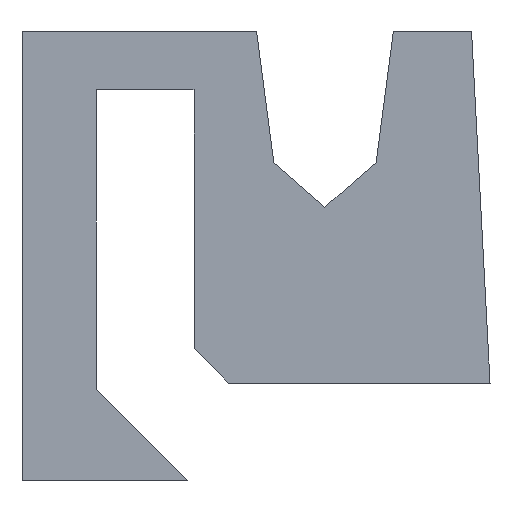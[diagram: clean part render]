
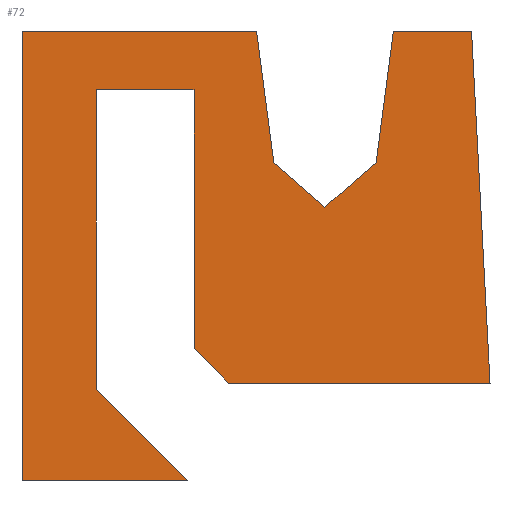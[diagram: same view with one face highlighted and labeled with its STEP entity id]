
A CAD part, left-side view. The second image highlights one B-rep face of the part: STEP entity #72.
In plain terms, the highlighted planar face has unit normal (-1, 0, 0).
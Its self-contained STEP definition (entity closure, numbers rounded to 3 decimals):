
#72=ADVANCED_FACE('',(#139),#140,.F.);
#139=FACE_OUTER_BOUND('',#198,.T.);
#140=PLANE('',#199);
#198=EDGE_LOOP('',(#326,#327,#328,#329,#330,#331,#332,#333,#334,#335,#336,#337,#338,#339,#340));
#199=AXIS2_PLACEMENT_3D('',#341,#342,#343);
#326=ORIENTED_EDGE('',*,*,#423,.F.);
#327=ORIENTED_EDGE('',*,*,#367,.F.);
#328=ORIENTED_EDGE('',*,*,#372,.F.);
#329=ORIENTED_EDGE('',*,*,#376,.F.);
#330=ORIENTED_EDGE('',*,*,#380,.F.);
#331=ORIENTED_EDGE('',*,*,#384,.F.);
#332=ORIENTED_EDGE('',*,*,#388,.F.);
#333=ORIENTED_EDGE('',*,*,#392,.F.);
#334=ORIENTED_EDGE('',*,*,#396,.F.);
#335=ORIENTED_EDGE('',*,*,#400,.F.);
#336=ORIENTED_EDGE('',*,*,#404,.F.);
#337=ORIENTED_EDGE('',*,*,#408,.F.);
#338=ORIENTED_EDGE('',*,*,#412,.F.);
#339=ORIENTED_EDGE('',*,*,#416,.F.);
#340=ORIENTED_EDGE('',*,*,#420,.F.);
#341=CARTESIAN_POINT('',(0.0,4.851,-43.596));
#342=DIRECTION('',(1.0,0.0,0.0));
#343=DIRECTION('',(0.0,0.0,-1.0));
#367=EDGE_CURVE('',#431,#433,#434,.T.);
#372=EDGE_CURVE('',#439,#431,#441,.T.);
#376=EDGE_CURVE('',#445,#439,#447,.T.);
#380=EDGE_CURVE('',#451,#445,#453,.T.);
#384=EDGE_CURVE('',#457,#451,#459,.T.);
#388=EDGE_CURVE('',#463,#457,#465,.T.);
#392=EDGE_CURVE('',#469,#463,#471,.T.);
#396=EDGE_CURVE('',#475,#469,#477,.T.);
#400=EDGE_CURVE('',#481,#475,#483,.T.);
#404=EDGE_CURVE('',#487,#481,#489,.T.);
#408=EDGE_CURVE('',#493,#487,#495,.T.);
#412=EDGE_CURVE('',#499,#493,#501,.T.);
#416=EDGE_CURVE('',#505,#499,#507,.T.);
#420=EDGE_CURVE('',#511,#505,#513,.T.);
#423=EDGE_CURVE('',#433,#511,#516,.T.);
#431=VERTEX_POINT('',#525);
#433=VERTEX_POINT('',#528);
#434=LINE('',#529,#530);
#439=VERTEX_POINT('',#537);
#441=LINE('',#540,#541);
#445=VERTEX_POINT('',#546);
#447=LINE('',#549,#550);
#451=VERTEX_POINT('',#555);
#453=LINE('',#558,#559);
#457=VERTEX_POINT('',#564);
#459=LINE('',#567,#568);
#463=VERTEX_POINT('',#573);
#465=LINE('',#576,#577);
#469=VERTEX_POINT('',#582);
#471=LINE('',#585,#586);
#475=VERTEX_POINT('',#591);
#477=LINE('',#594,#595);
#481=VERTEX_POINT('',#600);
#483=LINE('',#603,#604);
#487=VERTEX_POINT('',#609);
#489=LINE('',#612,#613);
#493=VERTEX_POINT('',#618);
#495=LINE('',#621,#622);
#499=VERTEX_POINT('',#627);
#501=LINE('',#630,#631);
#505=VERTEX_POINT('',#636);
#507=LINE('',#639,#640);
#511=VERTEX_POINT('',#645);
#513=LINE('',#648,#649);
#516=LINE('',#653,#654);
#525=CARTESIAN_POINT('',(0.0,0.4,-38.5));
#528=CARTESIAN_POINT('',(0.0,-1.6,-38.5));
#529=CARTESIAN_POINT('',(0.0,0.4,-38.5));
#530=VECTOR('',#660,1.0);
#537=CARTESIAN_POINT('',(0.0,0.841,-41.852));
#540=CARTESIAN_POINT('',(0.0,0.841,-41.852));
#541=VECTOR('',#664,1.0);
#546=CARTESIAN_POINT('',(0.0,2.15,-43.0));
#549=CARTESIAN_POINT('',(0.0,2.15,-43.0));
#550=VECTOR('',#667,1.0);
#555=CARTESIAN_POINT('',(0.0,3.459,-41.852));
#558=CARTESIAN_POINT('',(0.0,3.459,-41.852));
#559=VECTOR('',#670,1.0);
#564=CARTESIAN_POINT('',(0.0,3.9,-38.5));
#567=CARTESIAN_POINT('',(0.0,3.9,-38.5));
#568=VECTOR('',#673,1.0);
#573=CARTESIAN_POINT('',(0.0,9.9,-38.5));
#576=CARTESIAN_POINT('',(0.0,9.9,-38.5));
#577=VECTOR('',#676,1.0);
#582=CARTESIAN_POINT('',(0.0,9.9,-50.0));
#585=CARTESIAN_POINT('',(0.0,9.9,-50.0));
#586=VECTOR('',#679,1.0);
#591=CARTESIAN_POINT('',(0.0,5.657,-50.0));
#594=CARTESIAN_POINT('',(0.0,5.657,-50.0));
#595=VECTOR('',#682,1.0);
#600=CARTESIAN_POINT('',(0.0,8.,-47.657));
#603=CARTESIAN_POINT('',(0.0,8.,-47.657));
#604=VECTOR('',#685,1.0);
#609=CARTESIAN_POINT('',(0.0,8.,-40.0));
#612=CARTESIAN_POINT('',(0.0,8.,-40.0));
#613=VECTOR('',#688,1.0);
#618=CARTESIAN_POINT('',(0.0,5.5,-40.0));
#621=CARTESIAN_POINT('',(0.0,5.5,-40.0));
#622=VECTOR('',#691,1.0);
#627=CARTESIAN_POINT('',(0.0,5.5,-46.621));
#630=CARTESIAN_POINT('',(0.0,5.5,-46.621));
#631=VECTOR('',#694,1.0);
#636=CARTESIAN_POINT('',(0.0,4.621,-47.5));
#639=CARTESIAN_POINT('',(0.0,4.621,-47.5));
#640=VECTOR('',#697,1.0);
#645=CARTESIAN_POINT('',(0.0,-2.072,-47.5));
#648=CARTESIAN_POINT('',(0.0,-2.072,-47.5));
#649=VECTOR('',#700,1.0);
#653=CARTESIAN_POINT('',(0.0,-1.6,-38.5));
#654=VECTOR('',#702,1.0);
#660=DIRECTION('',(0.0,-1.0,0.0));
#664=DIRECTION('',(0.0,-0.131,0.991));
#667=DIRECTION('',(0.0,-0.752,0.659));
#670=DIRECTION('',(0.0,-0.752,-0.659));
#673=DIRECTION('',(0.0,-0.131,-0.991));
#676=DIRECTION('',(0.0,-1.0,0.0));
#679=DIRECTION('',(0.0,0.0,1.0));
#682=DIRECTION('',(0.0,1.0,0.0));
#685=DIRECTION('',(0.0,-0.707,-0.707));
#688=DIRECTION('',(0.0,0.0,-1.0));
#691=DIRECTION('',(0.0,1.0,0.0));
#694=DIRECTION('',(0.0,0.0,1.0));
#697=DIRECTION('',(0.0,0.707,0.707));
#700=DIRECTION('',(0.0,1.0,0.0));
#702=DIRECTION('',(0.0,-0.052,-0.999));
